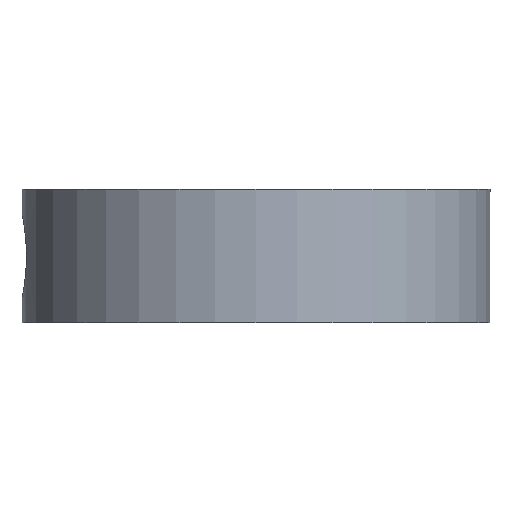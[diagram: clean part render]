
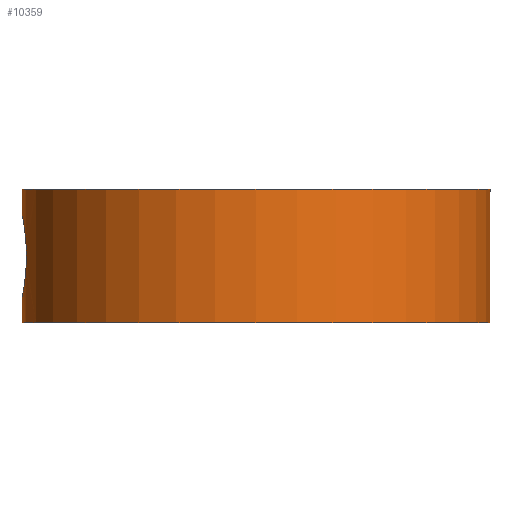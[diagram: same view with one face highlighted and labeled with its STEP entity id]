
A CAD part, left-side view. The second image highlights one B-rep face of the part: STEP entity #10359.
In plain terms, the highlighted cylindrical face has radius 8.75 mm (diameter 17.5 mm), a partial arc.
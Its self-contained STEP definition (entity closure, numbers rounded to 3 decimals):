
#130 = VERTEX_POINT ( 'NONE', #10036 ) ;
#175 = CARTESIAN_POINT ( 'NONE',  ( -1.023, 8.69, -1.267 ) ) ;
#213 = CARTESIAN_POINT ( 'NONE',  ( -0.22, 8.75, 1.594 ) ) ;
#269 = CARTESIAN_POINT ( 'NONE',  ( -1.633, 8.597, -0.419 ) ) ;
#351 = DIRECTION ( 'NONE',  ( 0., 1., 0. ) ) ;
#676 = CARTESIAN_POINT ( 'NONE',  ( 0., 8.75, 2.5 ) ) ;
#694 = VERTEX_POINT ( 'NONE', #10066 ) ;
#787 = VECTOR ( 'NONE', #3173, 1000. ) ;
#924 = VERTEX_POINT ( 'NONE', #676 ) ;
#1667 = EDGE_CURVE ( 'NONE', #12311, #130, #2658, .T. ) ;
#2139 = CARTESIAN_POINT ( 'NONE',  ( 0., 8.75, -2.5 ) ) ;
#2141 = CIRCLE ( 'NONE', #5604, 8.75 ) ;
#2186 = DIRECTION ( 'NONE',  ( 0., 0., -1. ) ) ;
#2323 = CARTESIAN_POINT ( 'NONE',  ( -1.677, 8.588, -0.209 ) ) ;
#2368 = CARTESIAN_POINT ( 'NONE',  ( 0., 0., 2.5 ) ) ;
#2381 = EDGE_LOOP ( 'NONE', ( #12498, #11646, #9903, #4731, #10607, #2761, #12283 ) ) ;
#2577 = CARTESIAN_POINT ( 'NONE',  ( -1.677, 8.588, -0.002 ) ) ;
#2658 = B_SPLINE_CURVE_WITH_KNOTS ( 'NONE', 3,
 ( #8354, #2323, #269, #9423, #5322, #6248, #175, #5447, #11428, #5407, #11503, #10377 ),
 .UNSPECIFIED., .F., .F.,
 ( 4, 2, 2, 2, 2, 4 ),
 ( 0.5, 0.562, 0.625, 0.656, 0.687, 0.75 ),
 .UNSPECIFIED. ) ;
#2761 = ORIENTED_EDGE ( 'NONE', *, *, #12271, .T. ) ;
#2879 = CARTESIAN_POINT ( 'NONE',  ( 0., -8.75, 2.5 ) ) ;
#2982 = VERTEX_POINT ( 'NONE', #9323 ) ;
#3119 = B_SPLINE_CURVE_WITH_KNOTS ( 'NONE', 3,
 ( #3294, #213, #3371, #7271, #7651, #8528, #8575, #12543, #6467, #7568, #12587, #10592 ),
 .UNSPECIFIED., .F., .F.,
 ( 4, 2, 2, 2, 2, 4 ),
 ( 0.25, 0.312, 0.375, 0.406, 0.437, 0.5 ),
 .UNSPECIFIED. ) ;
#3173 = DIRECTION ( 'NONE',  ( 0., 0., 1. ) ) ;
#3294 = CARTESIAN_POINT ( 'NONE',  ( 0., 8.75, 1.594 ) ) ;
#3299 = DIRECTION ( 'NONE',  ( 0., 0., -1. ) ) ;
#3329 = DIRECTION ( 'NONE',  ( 0., 0., 1. ) ) ;
#3371 = CARTESIAN_POINT ( 'NONE',  ( -0.44, 8.741, 1.552 ) ) ;
#3757 = VECTOR ( 'NONE', #10261, 1000. ) ;
#4056 = EDGE_CURVE ( 'NONE', #5564, #924, #2141, .T. ) ;
#4386 = DIRECTION ( 'NONE',  ( 0., -1., 0. ) ) ;
#4399 = EDGE_CURVE ( 'NONE', #7030, #2982, #11029, .T. ) ;
#4629 = CARTESIAN_POINT ( 'NONE',  ( 0., -8.75, -2.5 ) ) ;
#4731 = ORIENTED_EDGE ( 'NONE', *, *, #4056, .T. ) ;
#4740 = VECTOR ( 'NONE', #9879, 1000. ) ;
#5027 = CYLINDRICAL_SURFACE ( 'NONE', #12250, 8.75 ) ;
#5322 = CARTESIAN_POINT ( 'NONE',  ( -1.34, 8.648, -0.98 ) ) ;
#5407 = CARTESIAN_POINT ( 'NONE',  ( -0.44, 8.741, -1.552 ) ) ;
#5447 = CARTESIAN_POINT ( 'NONE',  ( -0.84, 8.71, -1.383 ) ) ;
#5564 = VERTEX_POINT ( 'NONE', #2879 ) ;
#5604 = AXIS2_PLACEMENT_3D ( 'NONE', #2368, #3299, #351 ) ;
#6197 = CARTESIAN_POINT ( 'NONE',  ( 0., 0., -2.5 ) ) ;
#6248 = CARTESIAN_POINT ( 'NONE',  ( -1.109, 8.68, -1.201 ) ) ;
#6332 = CARTESIAN_POINT ( 'NONE',  ( 0., 0., -2.5 ) ) ;
#6467 = CARTESIAN_POINT ( 'NONE',  ( -1.507, 8.619, 0.708 ) ) ;
#6709 = AXIS2_PLACEMENT_3D ( 'NONE', #6197, #2186, #7130 ) ;
#7030 = VERTEX_POINT ( 'NONE', #4629 ) ;
#7130 = DIRECTION ( 'NONE',  ( 0., 1., 0. ) ) ;
#7271 = CARTESIAN_POINT ( 'NONE',  ( -0.845, 8.711, 1.393 ) ) ;
#7380 = EDGE_CURVE ( 'NONE', #2982, #130, #11743, .T. ) ;
#7424 = LINE ( 'NONE', #9846, #4740 ) ;
#7568 = CARTESIAN_POINT ( 'NONE',  ( -1.634, 8.597, 0.418 ) ) ;
#7651 = CARTESIAN_POINT ( 'NONE',  ( -1.031, 8.69, 1.274 ) ) ;
#8354 = CARTESIAN_POINT ( 'NONE',  ( -1.677, 8.588, -0.002 ) ) ;
#8528 = CARTESIAN_POINT ( 'NONE',  ( -1.263, 8.659, 1.054 ) ) ;
#8575 = CARTESIAN_POINT ( 'NONE',  ( -1.334, 8.648, 0.973 ) ) ;
#8725 = EDGE_CURVE ( 'NONE', #7030, #5564, #7424, .T. ) ;
#9175 = CARTESIAN_POINT ( 'NONE',  ( 0., 8.75, -2.5 ) ) ;
#9323 = CARTESIAN_POINT ( 'NONE',  ( 0., 8.75, -2.5 ) ) ;
#9337 = LINE ( 'NONE', #9175, #3757 ) ;
#9423 = CARTESIAN_POINT ( 'NONE',  ( -1.465, 8.627, -0.804 ) ) ;
#9846 = CARTESIAN_POINT ( 'NONE',  ( 0., -8.75, -2.5 ) ) ;
#9879 = DIRECTION ( 'NONE',  ( 0., 0., 1. ) ) ;
#9903 = ORIENTED_EDGE ( 'NONE', *, *, #8725, .T. ) ;
#10036 = CARTESIAN_POINT ( 'NONE',  ( 0., 8.75, -1.594 ) ) ;
#10066 = CARTESIAN_POINT ( 'NONE',  ( 0., 8.75, 1.594 ) ) ;
#10261 = DIRECTION ( 'NONE',  ( 0., 0., 1. ) ) ;
#10359 = ADVANCED_FACE ( 'NONE', ( #10475 ), #5027, .T. ) ;
#10377 = CARTESIAN_POINT ( 'NONE',  ( 0., 8.75, -1.594 ) ) ;
#10475 = FACE_OUTER_BOUND ( 'NONE', #2381, .T. ) ;
#10592 = CARTESIAN_POINT ( 'NONE',  ( -1.677, 8.588, -0.002 ) ) ;
#10607 = ORIENTED_EDGE ( 'NONE', *, *, #10881, .F. ) ;
#10881 = EDGE_CURVE ( 'NONE', #694, #924, #9337, .T. ) ;
#11029 = CIRCLE ( 'NONE', #6709, 8.75 ) ;
#11428 = CARTESIAN_POINT ( 'NONE',  ( -0.744, 8.719, -1.432 ) ) ;
#11503 = CARTESIAN_POINT ( 'NONE',  ( -0.221, 8.75, -1.594 ) ) ;
#11646 = ORIENTED_EDGE ( 'NONE', *, *, #4399, .F. ) ;
#11743 = LINE ( 'NONE', #2139, #787 ) ;
#12250 = AXIS2_PLACEMENT_3D ( 'NONE', #6332, #3329, #4386 ) ;
#12271 = EDGE_CURVE ( 'NONE', #694, #12311, #3119, .T. ) ;
#12283 = ORIENTED_EDGE ( 'NONE', *, *, #1667, .T. ) ;
#12311 = VERTEX_POINT ( 'NONE', #2577 ) ;
#12498 = ORIENTED_EDGE ( 'NONE', *, *, #7380, .F. ) ;
#12543 = CARTESIAN_POINT ( 'NONE',  ( -1.455, 8.628, 0.799 ) ) ;
#12587 = CARTESIAN_POINT ( 'NONE',  ( -1.678, 8.588, 0.206 ) ) ;
